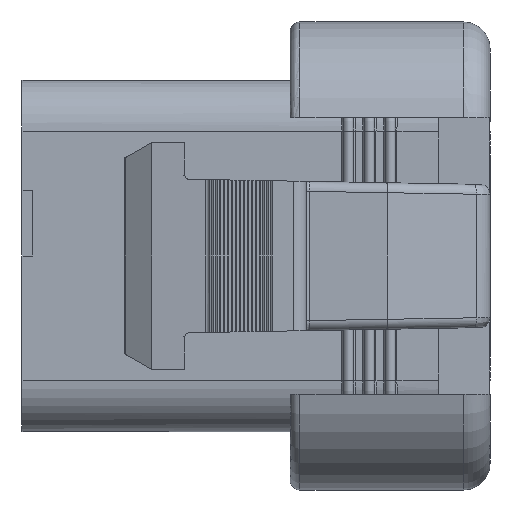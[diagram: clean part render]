
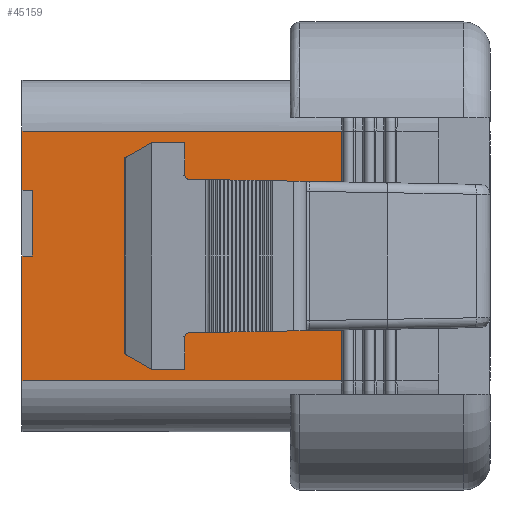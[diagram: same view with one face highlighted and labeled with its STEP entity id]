
A CAD part, left-side view. The second image highlights one B-rep face of the part: STEP entity #45159.
In plain terms, the highlighted planar face has unit normal (-1, 0, 0).
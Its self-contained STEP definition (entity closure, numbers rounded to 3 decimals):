
#16013=DIRECTION('',(0.,0.,-1.));
#16014=VECTOR('',#16013,19.);
#16015=CARTESIAN_POINT('',(-15.7,11.303,9.5));
#16016=LINE('',#16015,#16014);
#16017=DIRECTION('',(0.,-1.,0.));
#16018=VECTOR('',#16017,0.8);
#16019=CARTESIAN_POINT('',(-15.7,35.7,0.));
#16020=LINE('',#16019,#16018);
#16021=DIRECTION('',(0.,0.,1.));
#16022=VECTOR('',#16021,5.);
#16023=CARTESIAN_POINT('',(-15.7,34.9,0.));
#16024=LINE('',#16023,#16022);
#16025=DIRECTION('',(0.,-1.,0.));
#16026=VECTOR('',#16025,0.8);
#16027=CARTESIAN_POINT('',(-15.7,35.7,5.));
#16028=LINE('',#16027,#16026);
#16029=DIRECTION('',(0.,-1.,0.));
#16030=VECTOR('',#16029,24.397);
#16031=CARTESIAN_POINT('',(-15.7,35.7,9.5));
#16032=LINE('',#16031,#16030);
#16171=DIRECTION('',(0.,-1.,0.));
#16172=VECTOR('',#16171,24.397);
#16173=CARTESIAN_POINT('',(-15.7,35.7,-9.5));
#16174=LINE('',#16173,#16172);
#17319=DIRECTION('',(0.,0.,-1.));
#17320=VECTOR('',#17319,4.5);
#17321=CARTESIAN_POINT('',(-15.7,35.7,9.5));
#17322=LINE('',#17321,#17320);
#17335=DIRECTION('',(0.,0.,-1.));
#17336=VECTOR('',#17335,9.5);
#17337=CARTESIAN_POINT('',(-15.7,35.7,0.));
#17338=LINE('',#17337,#17336);
#21785=CARTESIAN_POINT('',(-15.7,35.7,-9.5));
#21787=VERTEX_POINT('',#21785);
#22044=CARTESIAN_POINT('',(-15.7,35.7,5.));
#22046=VERTEX_POINT('',#22044);
#22050=CARTESIAN_POINT('',(-15.7,35.7,0.));
#22051=VERTEX_POINT('',#22050);
#22056=CARTESIAN_POINT('',(-15.7,34.9,0.));
#22057=CARTESIAN_POINT('',(-15.7,34.9,5.));
#22058=VERTEX_POINT('',#22056);
#22059=VERTEX_POINT('',#22057);
#22060=CARTESIAN_POINT('',(-15.7,35.7,9.5));
#22061=VERTEX_POINT('',#22060);
#23060=CARTESIAN_POINT('',(-15.7,11.303,9.5));
#23061=CARTESIAN_POINT('',(-15.7,11.303,-9.5));
#23062=VERTEX_POINT('',#23060);
#23063=VERTEX_POINT('',#23061);
#45137=CARTESIAN_POINT('',(-15.7,35.7,13.4));
#45138=DIRECTION('',(-1.,0.,0.));
#45139=DIRECTION('',(0.,0.,-1.));
#45140=AXIS2_PLACEMENT_3D('',#45137,#45138,#45139);
#45141=PLANE('',#45140);
#45143=ORIENTED_EDGE('',*,*,#45142,.T.);
#45145=ORIENTED_EDGE('',*,*,#45144,.F.);
#45147=ORIENTED_EDGE('',*,*,#45146,.F.);
#45149=ORIENTED_EDGE('',*,*,#45148,.T.);
#45151=ORIENTED_EDGE('',*,*,#45150,.T.);
#45153=ORIENTED_EDGE('',*,*,#45152,.F.);
#45155=ORIENTED_EDGE('',*,*,#45154,.F.);
#45156=ORIENTED_EDGE('',*,*,#45061,.T.);
#45157=EDGE_LOOP('',(#45143,#45145,#45147,#45149,#45151,#45153,#45155,#45156));
#45158=FACE_OUTER_BOUND('',#45157,.F.);
#45159=ADVANCED_FACE('',(#45158),#45141,.T.);
#45061=EDGE_CURVE('',#22061,#23062,#16032,.T.);
#45142=EDGE_CURVE('',#23062,#23063,#16016,.T.);
#45144=EDGE_CURVE('',#21787,#23063,#16174,.T.);
#45146=EDGE_CURVE('',#22051,#21787,#17338,.T.);
#45148=EDGE_CURVE('',#22051,#22058,#16020,.T.);
#45150=EDGE_CURVE('',#22058,#22059,#16024,.T.);
#45152=EDGE_CURVE('',#22046,#22059,#16028,.T.);
#45154=EDGE_CURVE('',#22061,#22046,#17322,.T.);
